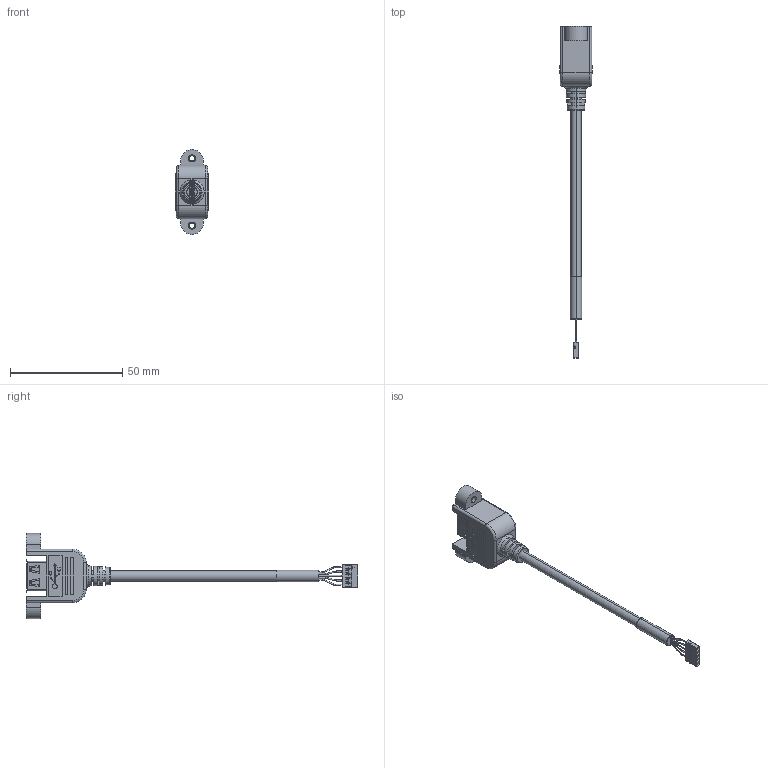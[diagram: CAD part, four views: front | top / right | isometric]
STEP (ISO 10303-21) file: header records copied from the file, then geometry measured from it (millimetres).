
FILE_DESCRIPTION (( 'STEP AP214' ), '1' );
FILE_NAME ('UPMA5-2MM.STEP', '2013-12-04T21:02:05', ( 'L-Com' ), ( 'L-Com Global Connectivity' ), 'SwSTEP 2.0', 'SolidWorks 2012', '' );
FILE_SCHEMA (( 'AUTOMOTIVE_DESIGN' ));
Length unit declared in the file: inch
Products named in the file (10): 1AA10-076___; UPMA5-2MM-MA1_UPMA5-2MM-MA1; 3AC01-003_for .180" O.D. cable; MTN-157_NEW LOGO; STKB-440-4; MTN-268; 1AA05-008(USB A TYPE FEMALE SOLDER TYPE); MTN-157_NEW L-COM LOGO; UPMA5-2MM
Assembly tree (10 placements, depth 4):
  UPMA5-2MM
    MTN-157_NEW LOGO
      MTN-157_NEW L-COM LOGO
      MTN-268
        MTN-268
        1AA05-008(USB A TYPE FEMALE SOLDER TYPE)
      STKB-440-4  x2
    3AC01-003_for .180" O.D. cable
    UPMA5-2MM-MA1_UPMA5-2MM-MA1
    1AA10-076___
Bounding box: 14.8 x 148.09 x 38 mm (x, y, z)
Volume: 12121.1 mm3; surface area: 8644.9 mm2
Topology: 12 solids, 12 shells, 910 faces, 2377 edges, 1516 vertices
Faces by surface type: plane 546, cylinder 232, cone 66, torus 42, bspline 24
Entity records: 28912 total; most frequent: CARTESIAN_POINT 5266, ORIENTED_EDGE 4566, DIRECTION 4327, EDGE_CURVE 2283, LINE 1661, VECTOR 1661, VERTEX_POINT 1468, AXIS2_PLACEMENT_3D 1333
